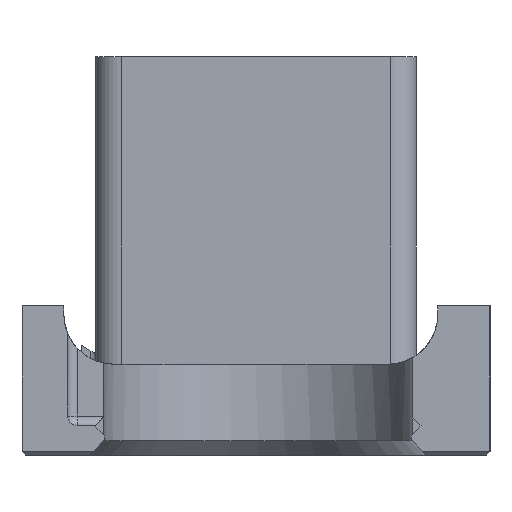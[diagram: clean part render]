
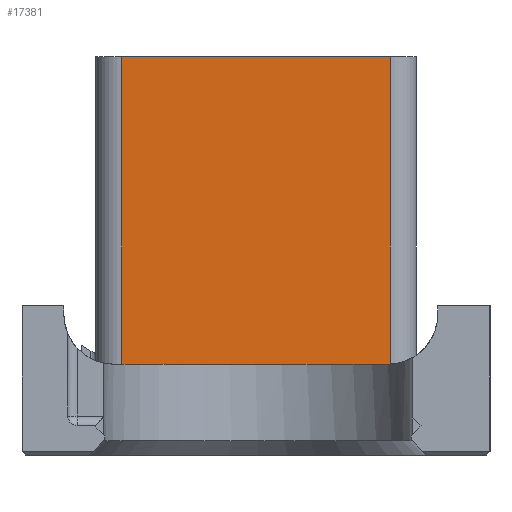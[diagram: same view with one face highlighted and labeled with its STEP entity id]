
A CAD part, left-side view. The second image highlights one B-rep face of the part: STEP entity #17381.
In plain terms, the highlighted planar face has unit normal (-1, 0, 0).
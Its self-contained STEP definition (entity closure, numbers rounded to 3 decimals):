
#1930=FACE_OUTER_BOUND('',#2931,.T.);
#2931=EDGE_LOOP('',(#14116,#14117,#14118,#14119,#14120,#14121,#14122,#14123,
#14124,#14125,#14126,#14127));
#4355=LINE('',#27945,#6128);
#4365=LINE('',#27975,#6138);
#4479=LINE('',#28351,#6252);
#4496=LINE('',#28398,#6269);
#4497=LINE('',#28403,#6270);
#4498=LINE('',#28405,#6271);
#4499=LINE('',#28407,#6272);
#4500=LINE('',#28409,#6273);
#4501=LINE('',#28411,#6274);
#4502=LINE('',#28413,#6275);
#4503=LINE('',#28415,#6276);
#4504=LINE('',#28416,#6277);
#6128=VECTOR('',#22527,10.);
#6138=VECTOR('',#22561,10.);
#6252=VECTOR('',#22903,10.);
#6269=VECTOR('',#22956,10.);
#6270=VECTOR('',#22963,10.);
#6271=VECTOR('',#22964,10.);
#6272=VECTOR('',#22965,10.);
#6273=VECTOR('',#22966,10.);
#6274=VECTOR('',#22967,10.);
#6275=VECTOR('',#22968,1000.);
#6276=VECTOR('',#22969,1000.);
#6277=VECTOR('',#22970,1000.);
#7958=VERTEX_POINT('',#27939);
#7959=VERTEX_POINT('',#27943);
#7967=VERTEX_POINT('',#27973);
#8056=VERTEX_POINT('',#28345);
#8057=VERTEX_POINT('',#28349);
#8069=VERTEX_POINT('',#28397);
#8071=VERTEX_POINT('',#28404);
#8072=VERTEX_POINT('',#28406);
#8073=VERTEX_POINT('',#28408);
#8074=VERTEX_POINT('',#28410);
#8075=VERTEX_POINT('',#28412);
#8076=VERTEX_POINT('',#28414);
#10041=EDGE_CURVE('',#7959,#7958,#4355,.T.);
#10056=EDGE_CURVE('',#7967,#7959,#4365,.T.);
#10218=EDGE_CURVE('',#8056,#8057,#4479,.T.);
#10241=EDGE_CURVE('',#8057,#8069,#4496,.T.);
#10244=EDGE_CURVE('',#7967,#8069,#4497,.T.);
#10245=EDGE_CURVE('',#8071,#8056,#4498,.T.);
#10246=EDGE_CURVE('',#8071,#8072,#4499,.T.);
#10247=EDGE_CURVE('',#8073,#8072,#4500,.T.);
#10248=EDGE_CURVE('',#8074,#8073,#4501,.T.);
#10249=EDGE_CURVE('',#8075,#8074,#4502,.T.);
#10250=EDGE_CURVE('',#8075,#8076,#4503,.T.);
#10251=EDGE_CURVE('',#8076,#7958,#4504,.T.);
#14116=ORIENTED_EDGE('',*,*,#10041,.F.);
#14117=ORIENTED_EDGE('',*,*,#10056,.F.);
#14118=ORIENTED_EDGE('',*,*,#10244,.T.);
#14119=ORIENTED_EDGE('',*,*,#10241,.F.);
#14120=ORIENTED_EDGE('',*,*,#10218,.F.);
#14121=ORIENTED_EDGE('',*,*,#10245,.F.);
#14122=ORIENTED_EDGE('',*,*,#10246,.T.);
#14123=ORIENTED_EDGE('',*,*,#10247,.F.);
#14124=ORIENTED_EDGE('',*,*,#10248,.F.);
#14125=ORIENTED_EDGE('',*,*,#10249,.F.);
#14126=ORIENTED_EDGE('',*,*,#10250,.T.);
#14127=ORIENTED_EDGE('',*,*,#10251,.T.);
#16567=PLANE('',#18941);
#17381=ADVANCED_FACE('',(#1930),#16567,.T.);
#18941=AXIS2_PLACEMENT_3D('',#28402,#22961,#22962);
#22527=DIRECTION('',(0.,1.,0.));
#22561=DIRECTION('',(0.,0.,-1.));
#22903=DIRECTION('',(0.,1.,0.));
#22956=DIRECTION('',(0.,0.,1.));
#22961=DIRECTION('center_axis',(-1.,0.,0.));
#22962=DIRECTION('ref_axis',(0.,1.,0.));
#22963=DIRECTION('',(0.,-1.,0.));
#22964=DIRECTION('',(0.,0.,-1.));
#22965=DIRECTION('',(0.,-1.,0.));
#22966=DIRECTION('',(0.,0.,1.));
#22967=DIRECTION('',(0.,1.,0.));
#22968=DIRECTION('',(0.,0.,-1.));
#22969=DIRECTION('',(0.,1.,0.));
#22970=DIRECTION('',(0.,0.,-1.));
#27939=CARTESIAN_POINT('',(-27.219,-135.457,-90.078));
#27943=CARTESIAN_POINT('',(-27.219,-136.744,-90.078));
#27945=CARTESIAN_POINT('',(-27.219,-155.695,-90.078));
#27973=CARTESIAN_POINT('',(-27.219,-136.744,-81.426));
#27975=CARTESIAN_POINT('',(-27.219,-136.744,-70.478));
#28345=CARTESIAN_POINT('',(-27.219,-156.286,-90.078));
#28349=CARTESIAN_POINT('',(-27.219,-141.594,-90.078));
#28351=CARTESIAN_POINT('',(-27.219,-155.695,-90.078));
#28397=CARTESIAN_POINT('',(-27.219,-141.594,-81.426));
#28398=CARTESIAN_POINT('',(-27.219,-141.594,-70.478));
#28402=CARTESIAN_POINT('Origin',(-27.219,-162.445,-50.478));
#28403=CARTESIAN_POINT('',(-27.219,-167.442,-81.426));
#28404=CARTESIAN_POINT('',(-27.219,-156.286,-81.426));
#28405=CARTESIAN_POINT('',(-27.219,-156.286,-70.478));
#28406=CARTESIAN_POINT('',(-27.219,-161.136,-81.426));
#28407=CARTESIAN_POINT('',(-27.219,-167.442,-81.426));
#28408=CARTESIAN_POINT('',(-27.219,-161.136,-90.078));
#28409=CARTESIAN_POINT('',(-27.219,-161.136,-70.478));
#28410=CARTESIAN_POINT('',(-27.219,-162.445,-90.078));
#28411=CARTESIAN_POINT('',(-27.219,-155.695,-90.078));
#28412=CARTESIAN_POINT('',(-27.219,-162.445,-50.478));
#28413=CARTESIAN_POINT('',(-27.219,-162.445,-50.478));
#28414=CARTESIAN_POINT('',(-27.219,-135.457,-50.478));
#28415=CARTESIAN_POINT('',(-27.219,-162.445,-50.478));
#28416=CARTESIAN_POINT('',(-27.219,-135.457,-50.478));
